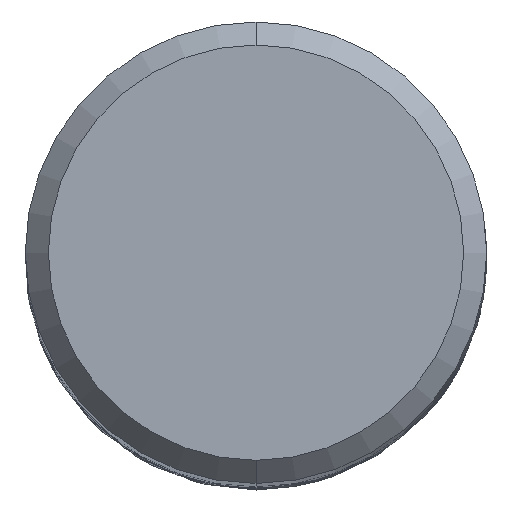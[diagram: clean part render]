
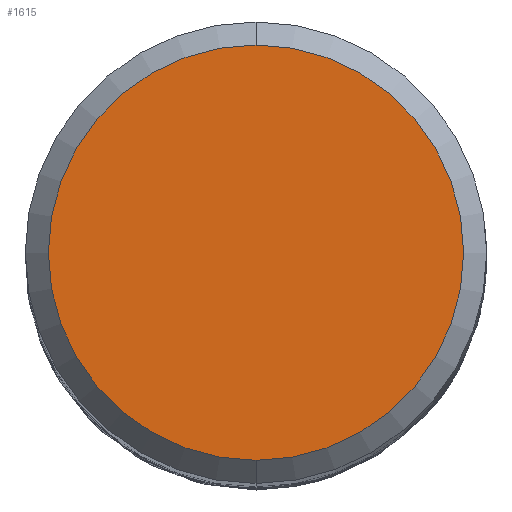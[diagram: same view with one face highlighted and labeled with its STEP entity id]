
A CAD part, top view. The second image highlights one B-rep face of the part: STEP entity #1615.
In plain terms, the highlighted planar face has unit normal (0, 0, 1).
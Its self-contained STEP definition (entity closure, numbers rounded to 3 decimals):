
#759=VERTEX_POINT('',#1895);
#769=VERTEX_POINT('',#1906);
#1339=EDGE_CURVE('',#769,#759,#2526,.T.);
#1469=EDGE_CURVE('',#759,#769,#2665,.T.);
#1615=ADVANCED_FACE('',(#2829),#2830,.T.);
#1895=CARTESIAN_POINT('',(0.,-5.4,0.0));
#1906=CARTESIAN_POINT('',(0.0,5.4,0.0));
#2526=CIRCLE('',#8546,5.4);
#2665=CIRCLE('',#9234,5.4);
#2829=FACE_OUTER_BOUND('',#10702,.T.);
#2830=PLANE('',#10703);
#8546=AXIS2_PLACEMENT_3D('',#12074,#12075,#12076);
#9234=AXIS2_PLACEMENT_3D('',#12246,#12247,#12248);
#10702=EDGE_LOOP('',(#12441,#12442));
#10703=AXIS2_PLACEMENT_3D('',#12443,#12444,#12445);
#12074=CARTESIAN_POINT('',(0.0,0.0,0.0));
#12075=DIRECTION('',(0.0,0.0,-1.0));
#12076=DIRECTION('',(0.0,1.0,0.0));
#12246=CARTESIAN_POINT('',(0.0,0.0,0.0));
#12247=DIRECTION('',(0.0,0.0,-1.0));
#12248=DIRECTION('',(0.0,1.0,0.0));
#12441=ORIENTED_EDGE('',*,*,#1339,.F.);
#12442=ORIENTED_EDGE('',*,*,#1469,.F.);
#12443=CARTESIAN_POINT('',(0.0,2.7,0.0));
#12444=DIRECTION('',(-0.0,0.0,1.0));
#12445=DIRECTION('',(0.0,-1.0,0.0));
